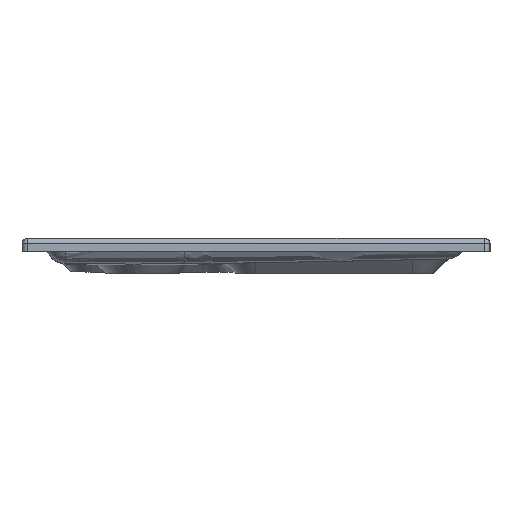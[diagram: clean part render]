
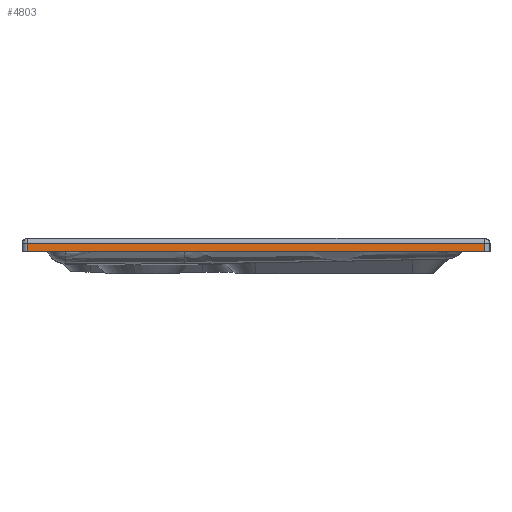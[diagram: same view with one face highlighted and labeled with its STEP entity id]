
A CAD part, left-side view. The second image highlights one B-rep face of the part: STEP entity #4803.
In plain terms, the highlighted face is planar.
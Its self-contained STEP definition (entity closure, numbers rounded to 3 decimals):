
#4494=CARTESIAN_POINT('',(-512.0,180.0,13.0));
#4495=VERTEX_POINT('',#4494);
#4503=CARTESIAN_POINT('',(172.0,180.0,13.0));
#4504=VERTEX_POINT('',#4503);
#4505=CARTESIAN_POINT('',(-512.0,180.0,13.0));
#4506=DIRECTION('',(1.0,0.0,0.0));
#4507=VECTOR('',#4506,684.0);
#4508=LINE('',#4505,#4507);
#4509=EDGE_CURVE('',#4495,#4504,#4508,.T.);
#4773=CARTESIAN_POINT('',(-520.0,180.0,0.0));
#4774=DIRECTION('',(0.0,-1.0,0.0));
#4775=DIRECTION('',(0.0,0.0,-1.0));
#4776=AXIS2_PLACEMENT_3D('',#4773,#4774,#4775);
#4777=PLANE('',#4776);
#4778=ORIENTED_EDGE('',*,*,#4509,.F.);
#4779=CARTESIAN_POINT('',(-512.0,180.0,25.0));
#4780=VERTEX_POINT('',#4779);
#4781=CARTESIAN_POINT('',(-512.0,180.0,13.0));
#4782=DIRECTION('',(0.0,0.0,1.0));
#4783=VECTOR('',#4782,12.0);
#4784=LINE('',#4781,#4783);
#4785=EDGE_CURVE('',#4495,#4780,#4784,.T.);
#4786=ORIENTED_EDGE('',*,*,#4785,.T.);
#4787=CARTESIAN_POINT('',(172.0,180.0,25.0));
#4788=VERTEX_POINT('',#4787);
#4789=CARTESIAN_POINT('',(-512.0,180.0,25.0));
#4790=DIRECTION('',(1.0,0.0,0.0));
#4791=VECTOR('',#4790,684.0);
#4792=LINE('',#4789,#4791);
#4793=EDGE_CURVE('',#4780,#4788,#4792,.T.);
#4794=ORIENTED_EDGE('',*,*,#4793,.T.);
#4795=CARTESIAN_POINT('',(172.0,180.0,13.0));
#4796=DIRECTION('',(0.0,0.0,1.0));
#4797=VECTOR('',#4796,12.0);
#4798=LINE('',#4795,#4797);
#4799=EDGE_CURVE('',#4504,#4788,#4798,.T.);
#4800=ORIENTED_EDGE('',*,*,#4799,.F.);
#4801=EDGE_LOOP('',(#4778,#4786,#4794,#4800));
#4802=FACE_OUTER_BOUND('',#4801,.T.);
#4803=ADVANCED_FACE('',(#4802),#4777,.F.);
